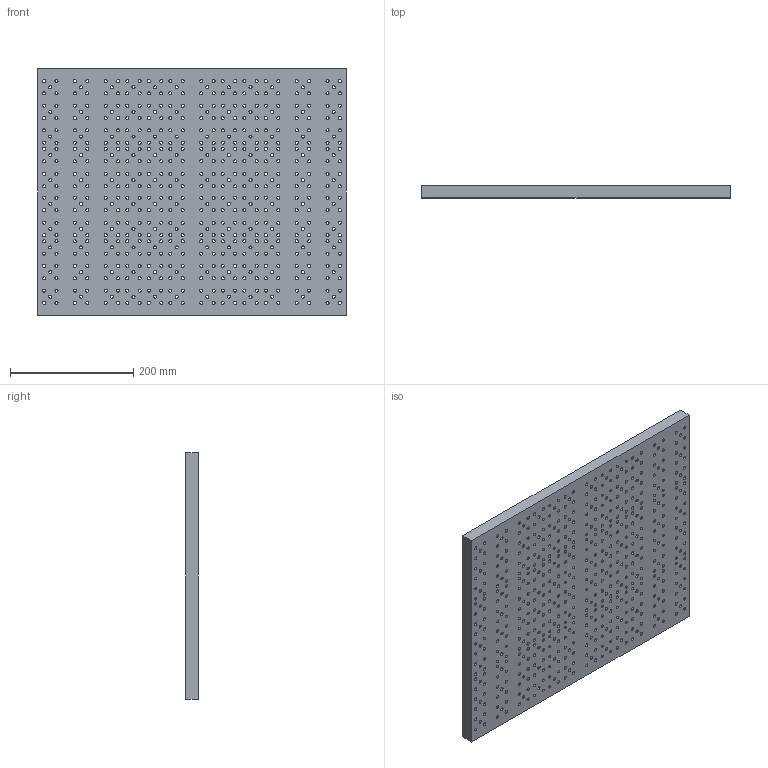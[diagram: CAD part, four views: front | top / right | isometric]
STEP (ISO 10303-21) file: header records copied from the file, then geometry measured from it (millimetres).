
FILE_DESCRIPTION((''),'2;1');
FILE_NAME('PRT0002','2021-09-24T15:39:11',('Mudit'),(''),'CREO PARAMETRIC BY PTC INC, 2021063','CREO PARAMETRIC BY PTC INC, 2021063','');
FILE_SCHEMA(('CONFIG_CONTROL_DESIGN'));
Length unit declared in the file: millimetre
Products named in the file (1): PRT0002
Bounding box: 500 x 20 x 400 mm (x, y, z)
Volume: 3764380.6 mm3; surface area: 600933.6 mm2
Topology: 1 solids, 1 shells, 1206 faces, 3612 edges, 2408 vertices
Faces by surface type: cylinder 1200, plane 6
Entity records: 44594 total; most frequent: DIRECTION 8424, CARTESIAN_POINT 7226, ORIENTED_EDGE 7224, EDGE_CURVE 3612, AXIS2_PLACEMENT_3D 3606, VERTEX_POINT 2408, EDGE_LOOP 2406, CIRCLE 2400
